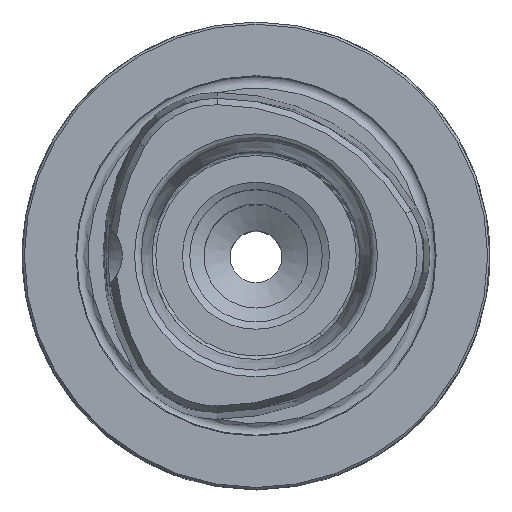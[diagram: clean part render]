
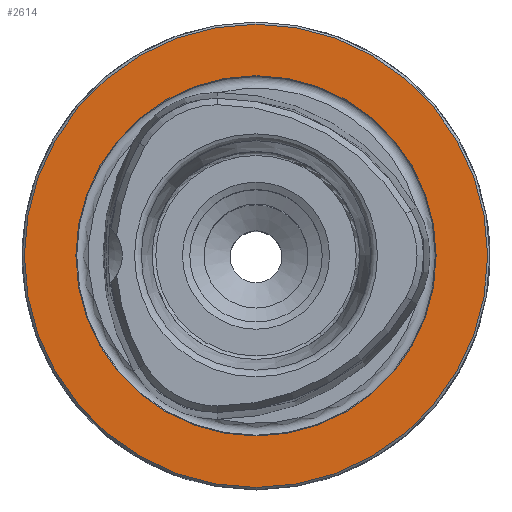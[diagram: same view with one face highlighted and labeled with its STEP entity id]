
A CAD part, top view. The second image highlights one B-rep face of the part: STEP entity #2614.
In plain terms, the highlighted planar face has unit normal (0, 0, 1).
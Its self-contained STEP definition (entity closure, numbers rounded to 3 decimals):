
#218=PLANE('',#2834);
#645=ORIENTED_EDGE('',*,*,#933,.T.);
#646=ORIENTED_EDGE('',*,*,#932,.F.);
#932=EDGE_CURVE('',#1110,#1110,#1244,.T.);
#933=EDGE_CURVE('',#1111,#1111,#1245,.T.);
#1110=VERTEX_POINT('',#3963);
#1111=VERTEX_POINT('',#3966);
#1244=CIRCLE('',#2833,24.264);
#1245=CIRCLE('',#2835,31.2);
#1390=EDGE_LOOP('',(#645));
#1391=EDGE_LOOP('',(#646));
#1575=FACE_BOUND('',#1390,.T.);
#1576=FACE_BOUND('',#1391,.T.);
#2614=ADVANCED_FACE('',(#1575,#1576),#218,.T.);
#2833=AXIS2_PLACEMENT_3D('',#3962,#3284,#3285);
#2834=AXIS2_PLACEMENT_3D('',#3964,#3286,#3287);
#2835=AXIS2_PLACEMENT_3D('',#3965,#3288,#3289);
#3284=DIRECTION('',(0.,0.,1.));
#3285=DIRECTION('',(1.,0.,0.));
#3286=DIRECTION('',(0.,0.,1.));
#3287=DIRECTION('',(1.,0.,0.));
#3288=DIRECTION('',(0.,0.,1.));
#3289=DIRECTION('',(1.,0.,0.));
#3962=CARTESIAN_POINT('',(0.,0.,0.));
#3963=CARTESIAN_POINT('',(24.264,0.,0.));
#3964=CARTESIAN_POINT('',(24.2,0.,0.));
#3965=CARTESIAN_POINT('',(0.,0.,0.));
#3966=CARTESIAN_POINT('',(31.2,0.,0.));
